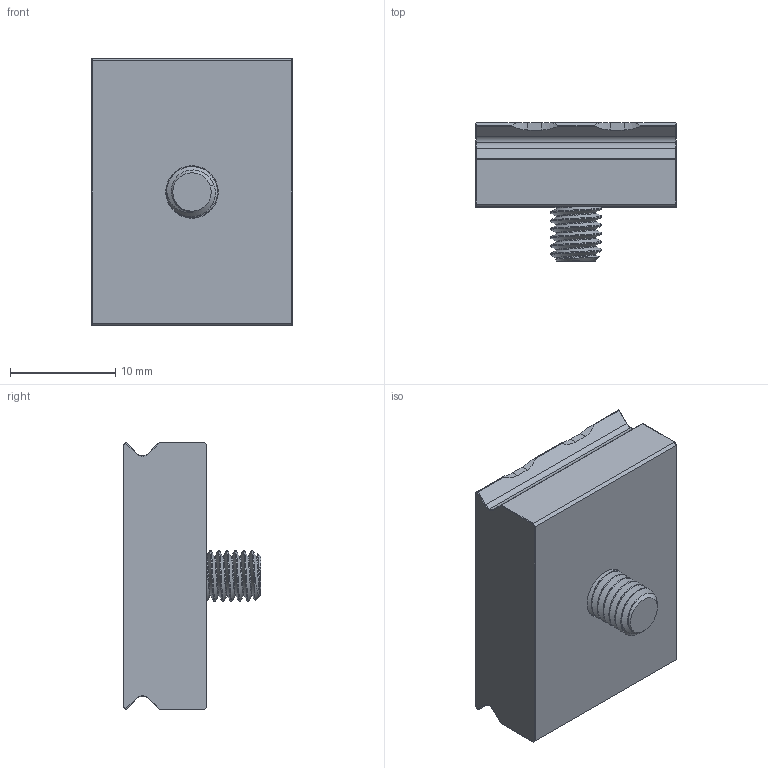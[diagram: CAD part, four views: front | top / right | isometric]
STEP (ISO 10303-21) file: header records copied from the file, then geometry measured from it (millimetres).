
FILE_DESCRIPTION (( 'STEP AP214' ), '1' );
FILE_NAME ('32100.STEP', '2024-11-05T17:06:56', ( '' ), ( '' ), 'SwSTEP 2.0', 'SolidWorks 2021', '' );
FILE_SCHEMA (( 'AUTOMOTIVE_DESIGN' ));
Length unit declared in the file: inch
Products named in the file (3): 32100; 321001_321001; 103238 LHCS_103238 LHCS
Assembly tree (2 placements, depth 2):
  32100
    321001_321001
    103238 LHCS_103238 LHCS
Bounding box: 19.05 x 13.08 x 25.4 mm (x, y, z)
Volume: 3695.2 mm3; surface area: 2187.1 mm2
Topology: 2 solids, 2 shells, 129 faces, 321 edges, 199 vertices
Faces by surface type: cylinder 66, plane 39, cone 13, torus 6, bspline 3, sphere 2
Entity records: 6241 total; most frequent: CARTESIAN_POINT 3322, ORIENTED_EDGE 642, DIRECTION 542, EDGE_CURVE 321, VERTEX_POINT 199, AXIS2_PLACEMENT_3D 196, VECTOR 150, LINE 150
